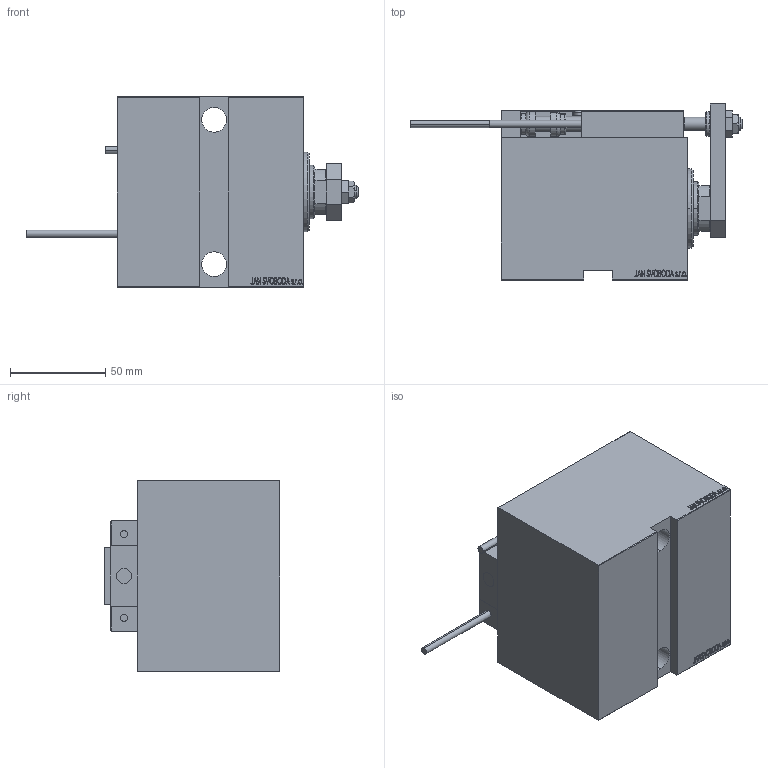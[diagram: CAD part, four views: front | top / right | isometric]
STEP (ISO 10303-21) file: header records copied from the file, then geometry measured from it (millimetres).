
FILE_DESCRIPTION (( 'STEP AP203' ), '1' );
FILE_NAME ('2c7e.STEP', '2024-09-02T07:22:13', ( '' ), ( '' ), 'SwSTEP 2.0', 'SolidWorks 2019', '' );
FILE_SCHEMA (( 'CONFIG_CONTROL_DESIGN' ));
Length unit declared in the file: millimetre
Products named in the file (16): V450CM_VC_B ea703e11002e2a915076f2d393c6040e; SWITCH X ea703e11002e2a915076f2d393c6040e; SWITCH DIM B,W ea703e11002e2a915076f2d393c6040e; NUT_D10 ea703e11002e2a915076f2d393c6040e; 2c7e; MAGNET ea703e11002e2a915076f2d393c6040e; V450CM_E_Body ea703e11002e2a915076f2d393c6040e; TYC_L79 ea703e11002e2a915076f2d393c6040e; SWITCH_X_FRONT_BACK ea703e11002e2a915076f2d393c6040e; ALLEN BOLT D5 ea703e11002e2a915076f2d393c6040e; ZARAZKA ea703e11002e2a915076f2d393c6040e; ALLEN BOLT D8 ea703e11002e2a915076f2d393c6040e; KONCOVKA ea703e11002e2a915076f2d393c6040e; NUT_D12 ea703e11002e2a915076f2d393c6040e; V450CM_E_VCP ea703e11002e2a915076f2d393c6040e; Block ea703e11002e2a915076f2d393c6040e
Assembly tree (25 placements, depth 3):
  2c7e
    V450CM_E_Body ea703e11002e2a915076f2d393c6040e
    V450CM_E_VCP ea703e11002e2a915076f2d393c6040e
    V450CM_VC_B ea703e11002e2a915076f2d393c6040e
    SWITCH X ea703e11002e2a915076f2d393c6040e
      SWITCH_X_FRONT_BACK ea703e11002e2a915076f2d393c6040e  x2
      TYC_L79 ea703e11002e2a915076f2d393c6040e
      Block ea703e11002e2a915076f2d393c6040e  x2
      ALLEN BOLT D5 ea703e11002e2a915076f2d393c6040e  x4
      ALLEN BOLT D8 ea703e11002e2a915076f2d393c6040e  x4
      MAGNET ea703e11002e2a915076f2d393c6040e  x2
      KONCOVKA ea703e11002e2a915076f2d393c6040e  x2
    SWITCH DIM B,W ea703e11002e2a915076f2d393c6040e
    ZARAZKA ea703e11002e2a915076f2d393c6040e
    NUT_D10 ea703e11002e2a915076f2d393c6040e
    NUT_D12 ea703e11002e2a915076f2d393c6040e
Bounding box: 174.7 x 92.5 x 100 mm (x, y, z)
Volume: 729847.6 mm3; surface area: 125277.6 mm2
Topology: 24 solids, 24 shells, 1285 faces, 3076 edges, 1966 vertices
Faces by surface type: plane 570, bspline 380, cylinder 174, cone 113, torus 44, sphere 4
Entity records: 49773 total; most frequent: CARTESIAN_POINT 25373, ORIENTED_EDGE 5172, DIRECTION 3449, EDGE_CURVE 2586, VERTEX_POINT 1690, VECTOR 1501, LINE 1501, EDGE_LOOP 1188
